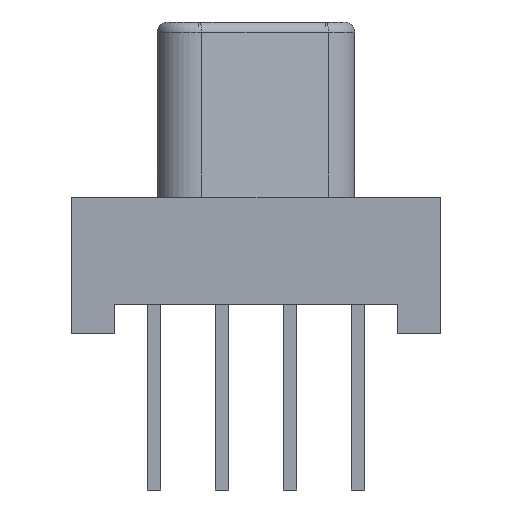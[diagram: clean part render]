
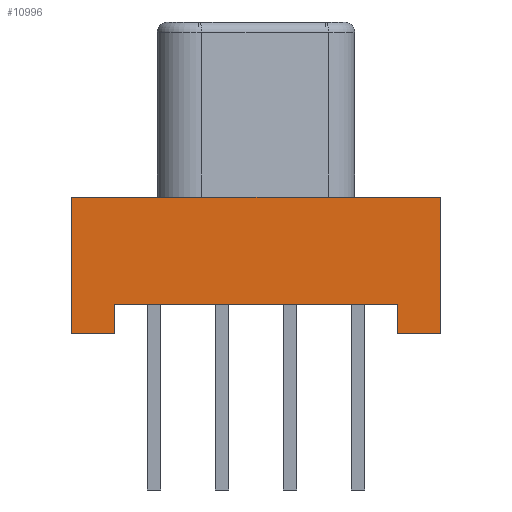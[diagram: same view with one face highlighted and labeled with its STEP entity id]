
A CAD part, left-side view. The second image highlights one B-rep face of the part: STEP entity #10996.
In plain terms, the highlighted free-form (B-spline) face has degree [1, 1] with [2, 2] control points.
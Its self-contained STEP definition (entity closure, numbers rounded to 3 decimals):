
#10646=CARTESIAN_POINT('',(-31.941,-3.975,0.813));
#10647=VERTEX_POINT('',#10646);
#10654=CARTESIAN_POINT('',(-31.941,3.975,0.813));
#10655=VERTEX_POINT('',#10654);
#10656=CARTESIAN_POINT('',(-31.941,3.975,0.813));
#10657=DIRECTION('',(0.0,-1.0,0.0));
#10658=VECTOR('',#10657,7.95);
#10659=LINE('',#10656,#10658);
#10660=EDGE_CURVE('',#10655,#10647,#10659,.T.);
#10723=CARTESIAN_POINT('',(-31.941,-5.156,0.0));
#10724=VERTEX_POINT('',#10723);
#10731=CARTESIAN_POINT('',(-31.941,-3.975,0.0));
#10732=VERTEX_POINT('',#10731);
#10733=CARTESIAN_POINT('',(-31.941,-3.975,0.0));
#10734=DIRECTION('',(0.0,-1.0,0.0));
#10735=VECTOR('',#10734,1.181);
#10736=LINE('',#10733,#10735);
#10737=EDGE_CURVE('',#10732,#10724,#10736,.T.);
#10753=CARTESIAN_POINT('',(-31.941,-3.975,0.813));
#10754=DIRECTION('',(0.0,0.0,-1.0));
#10755=VECTOR('',#10754,0.813);
#10756=LINE('',#10753,#10755);
#10757=EDGE_CURVE('',#10647,#10732,#10756,.T.);
#10802=CARTESIAN_POINT('',(-31.941,3.975,0.0));
#10803=VERTEX_POINT('',#10802);
#10810=CARTESIAN_POINT('',(-31.941,5.156,0.0));
#10811=VERTEX_POINT('',#10810);
#10812=CARTESIAN_POINT('',(-31.941,3.975,0.0));
#10813=DIRECTION('',(0.0,1.0,0.0));
#10814=VECTOR('',#10813,1.181);
#10815=LINE('',#10812,#10814);
#10816=EDGE_CURVE('',#10803,#10811,#10815,.T.);
#10832=CARTESIAN_POINT('',(-31.941,3.975,0.813));
#10833=DIRECTION('',(0.0,0.0,-1.0));
#10834=VECTOR('',#10833,0.813);
#10835=LINE('',#10832,#10834);
#10836=EDGE_CURVE('',#10655,#10803,#10835,.T.);
#10917=CARTESIAN_POINT('',(-31.941,5.156,3.81));
#10918=VERTEX_POINT('',#10917);
#10925=CARTESIAN_POINT('',(-31.941,-5.156,3.81));
#10926=VERTEX_POINT('',#10925);
#10927=CARTESIAN_POINT('',(-31.941,-5.156,3.81));
#10928=DIRECTION('',(0.0,1.0,0.0));
#10929=VECTOR('',#10928,10.312);
#10930=LINE('',#10927,#10929);
#10931=EDGE_CURVE('',#10926,#10918,#10930,.T.);
#10955=CARTESIAN_POINT('',(-31.941,5.156,3.81));
#10956=DIRECTION('',(0.0,0.0,-1.0));
#10957=VECTOR('',#10956,3.81);
#10958=LINE('',#10955,#10957);
#10959=EDGE_CURVE('',#10918,#10811,#10958,.T.);
#10976=CARTESIAN_POINT('',(-31.941,-5.156,3.81));
#10977=CARTESIAN_POINT('',(-31.941,-5.156,0.0));
#10978=CARTESIAN_POINT('',(-31.941,5.156,3.81));
#10979=CARTESIAN_POINT('',(-31.941,5.156,0.0));
#10980=B_SPLINE_SURFACE_WITH_KNOTS('',1,1,((#10976,#10978),(#10977,#10979)),.UNSPECIFIED.,.F.,.F.,.U.,(2,2),(2,2),(0.0,3.81),(0.0,10.312),.UNSPECIFIED.);
#10981=CARTESIAN_POINT('',(-31.941,-5.156,3.81));
#10982=DIRECTION('',(0.0,0.0,-1.0));
#10983=VECTOR('',#10982,3.81);
#10984=LINE('',#10981,#10983);
#10985=EDGE_CURVE('',#10926,#10724,#10984,.T.);
#10986=ORIENTED_EDGE('',*,*,#10985,.F.);
#10987=ORIENTED_EDGE('',*,*,#10931,.T.);
#10988=ORIENTED_EDGE('',*,*,#10959,.T.);
#10989=ORIENTED_EDGE('',*,*,#10816,.F.);
#10990=ORIENTED_EDGE('',*,*,#10836,.F.);
#10991=ORIENTED_EDGE('',*,*,#10660,.T.);
#10992=ORIENTED_EDGE('',*,*,#10757,.T.);
#10993=ORIENTED_EDGE('',*,*,#10737,.T.);
#10994=EDGE_LOOP('',(#10986,#10987,#10988,#10989,#10990,#10991,#10992,#10993));
#10995=FACE_OUTER_BOUND('',#10994,.T.);
#10996=ADVANCED_FACE('',(#10995),#10980,.F.);
